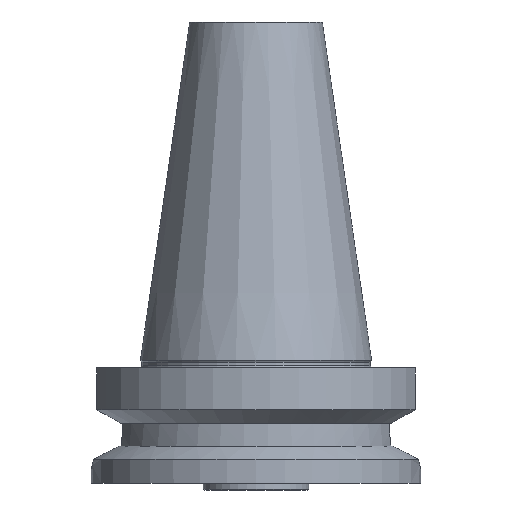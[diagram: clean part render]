
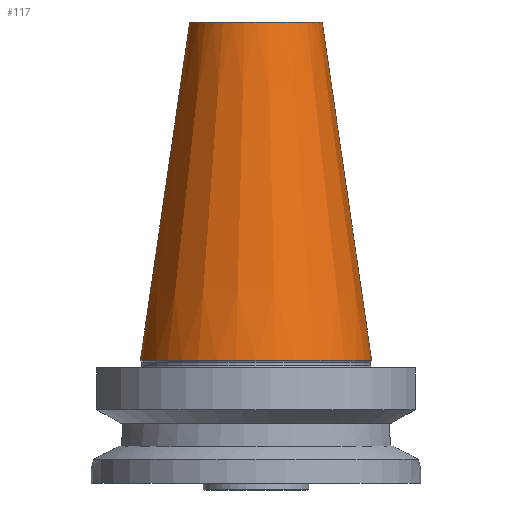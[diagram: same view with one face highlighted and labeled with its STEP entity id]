
A CAD part, front view. The second image highlights one B-rep face of the part: STEP entity #117.
In plain terms, the highlighted conical face has half-angle 8.298 degrees and reference radius 20.078 mm.
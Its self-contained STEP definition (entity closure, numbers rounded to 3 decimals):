
#35=CONICAL_SURFACE('',#742,20.078,8.298);
#72=FACE_BOUND('',#206,.T.);
#73=FACE_BOUND('',#207,.T.);
#117=ADVANCED_FACE('',(#72,#73),#35,.T.);
#206=EDGE_LOOP('',(#321));
#207=EDGE_LOOP('',(#322));
#260=CIRCLE('',#734,35.027);
#263=CIRCLE('',#740,20.078);
#321=ORIENTED_EDGE('',*,*,#560,.T.);
#322=ORIENTED_EDGE('',*,*,#557,.F.);
#488=VERTEX_POINT('',#1073);
#491=VERTEX_POINT('',#1082);
#557=EDGE_CURVE('',#488,#488,#260,.T.);
#560=EDGE_CURVE('',#491,#491,#263,.T.);
#734=AXIS2_PLACEMENT_3D('',#1072,#852,#853);
#740=AXIS2_PLACEMENT_3D('',#1081,#864,#865);
#742=AXIS2_PLACEMENT_3D('',#1084,#868,#869);
#852=DIRECTION('',(0.,0.,-1.));
#853=DIRECTION('',(-1.,0.,0.));
#864=DIRECTION('',(0.,0.,-1.));
#865=DIRECTION('',(-1.,0.,0.));
#868=DIRECTION('',(0.,0.,-1.));
#869=DIRECTION('',(-1.,0.,0.));
#1072=CARTESIAN_POINT('',(0.,0.,-0.7));
#1073=CARTESIAN_POINT('',(-35.027,0.,-0.7));
#1081=CARTESIAN_POINT('',(0.,0.,101.8));
#1082=CARTESIAN_POINT('',(-20.078,0.,101.8));
#1084=CARTESIAN_POINT('',(0.,0.,101.8));
